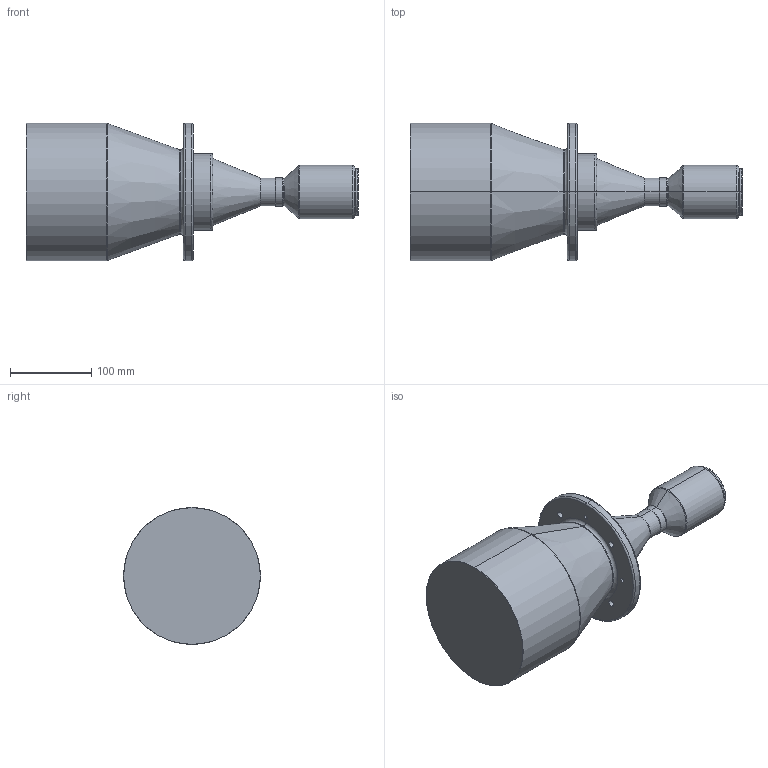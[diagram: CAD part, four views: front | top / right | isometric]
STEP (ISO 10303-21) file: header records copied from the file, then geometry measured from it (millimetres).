
FILE_DESCRIPTION (( 'STEP AP203' ), '1' );
FILE_NAME ('DTCM430H-136-M58-AL.STEP', '2021-03-15T03:47:36', ( 'Windows User' ), ( 'P R C' ), 'SwSTEP 2.0', 'SolidWorks 2017', '' );
FILE_SCHEMA (( 'CONFIG_CONTROL_DESIGN' ));
Length unit declared in the file: millimetre
Products named in the file (1): DTCM430H-136-M58-AL
Bounding box: 409.2 x 169 x 169 mm (x, y, z)
Volume: 4527116.6 mm3; surface area: 198986.8 mm2
Topology: 1 solids, 1 shells, 75 faces, 164 edges, 98 vertices
Faces by surface type: cylinder 34, torus 16, cone 16, plane 9
Entity records: 2189 total; most frequent: DIRECTION 430, CARTESIAN_POINT 338, ORIENTED_EDGE 328, AXIS2_PLACEMENT_3D 190, EDGE_CURVE 164, CIRCLE 114, EDGE_LOOP 98, VERTEX_POINT 98
